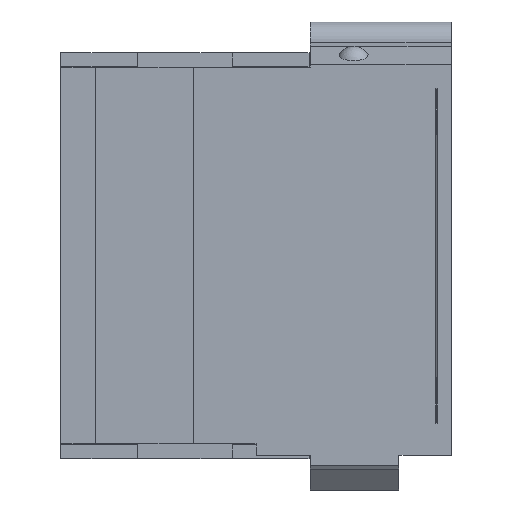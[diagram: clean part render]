
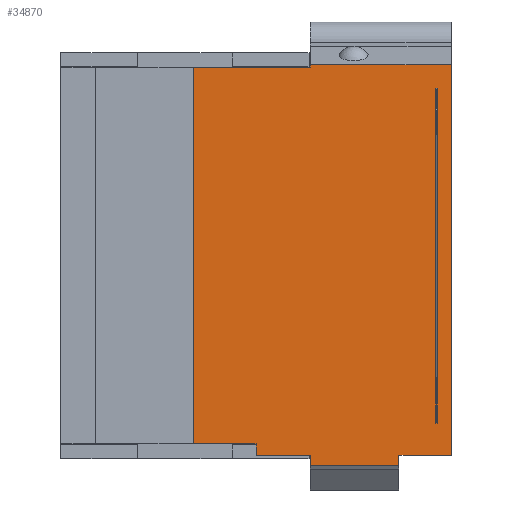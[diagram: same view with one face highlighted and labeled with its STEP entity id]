
A CAD part, front view. The second image highlights one B-rep face of the part: STEP entity #34870.
In plain terms, the highlighted planar face has unit normal (0, -1, 0).
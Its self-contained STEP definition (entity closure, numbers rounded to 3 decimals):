
#3997=DIRECTION('',(1.,0.,0.));
#3998=VECTOR('',#3997,8.4);
#3999=CARTESIAN_POINT('',(-4.5,0.,13.5));
#4000=LINE('',#3999,#3998);
#4021=DIRECTION('',(0.,0.,-1.));
#4022=VECTOR('',#4021,27.);
#4023=CARTESIAN_POINT('',(-4.5,0.,13.5));
#4024=LINE('',#4023,#4022);
#4025=DIRECTION('',(1.,0.,0.));
#4026=VECTOR('',#4025,10.1);
#4027=CARTESIAN_POINT('',(3.9,0.,13.7));
#4028=LINE('',#4027,#4026);
#4029=DIRECTION('',(0.,0.,-1.));
#4030=VECTOR('',#4029,28.);
#4031=CARTESIAN_POINT('',(14.,0.,13.7));
#4032=LINE('',#4031,#4030);
#4033=DIRECTION('',(-1.,0.,0.));
#4034=VECTOR('',#4033,3.75);
#4035=CARTESIAN_POINT('',(14.,0.,-14.3));
#4036=LINE('',#4035,#4034);
#4037=DIRECTION('',(0.,0.,1.));
#4038=VECTOR('',#4037,0.732);
#4039=CARTESIAN_POINT('',(10.25,0.,-15.032));
#4040=LINE('',#4039,#4038);
#4041=DIRECTION('',(-1.,0.,0.));
#4042=VECTOR('',#4041,6.35);
#4043=CARTESIAN_POINT('',(10.25,0.,-15.032));
#4044=LINE('',#4043,#4042);
#4045=DIRECTION('',(0.,0.,1.));
#4046=VECTOR('',#4045,0.732);
#4047=CARTESIAN_POINT('',(3.9,0.,-15.032));
#4048=LINE('',#4047,#4046);
#4049=DIRECTION('',(1.,0.,0.));
#4050=VECTOR('',#4049,3.9);
#4051=CARTESIAN_POINT('',(0.,0.,-14.3));
#4052=LINE('',#4051,#4050);
#4053=DIRECTION('',(-1.,0.,0.));
#4054=VECTOR('',#4053,4.5);
#4055=CARTESIAN_POINT('',(0.,0.,-13.5));
#4056=LINE('',#4055,#4054);
#4057=DIRECTION('',(0.,0.,1.));
#4058=VECTOR('',#4057,24.);
#4059=CARTESIAN_POINT('',(12.9,0.,-12.));
#4060=LINE('',#4059,#4058);
#4061=DIRECTION('',(0.,0.,1.));
#4062=VECTOR('',#4061,24.);
#4063=CARTESIAN_POINT('',(13.,0.,-12.));
#4064=LINE('',#4063,#4062);
#4107=DIRECTION('',(0.,0.,-1.));
#4108=VECTOR('',#4107,0.2);
#4109=CARTESIAN_POINT('',(3.9,0.,13.7));
#4110=LINE('',#4109,#4108);
#4355=DIRECTION('',(0.,0.,1.));
#4356=VECTOR('',#4355,0.8);
#4357=CARTESIAN_POINT('',(0.,0.,-14.3));
#4358=LINE('',#4357,#4356);
#4683=DIRECTION('',(1.,0.,0.));
#4684=VECTOR('',#4683,0.1);
#4685=CARTESIAN_POINT('',(12.9,0.,12.));
#4686=LINE('',#4685,#4684);
#4723=DIRECTION('',(-1.,0.,0.));
#4724=VECTOR('',#4723,0.1);
#4725=CARTESIAN_POINT('',(13.,0.,-12.));
#4726=LINE('',#4725,#4724);
#24598=CARTESIAN_POINT('',(3.9,0.,13.7));
#24599=VERTEX_POINT('',#24598);
#24634=CARTESIAN_POINT('',(14.,0.,13.7));
#24635=VERTEX_POINT('',#24634);
#24640=CARTESIAN_POINT('',(3.9,0.,13.5));
#24641=VERTEX_POINT('',#24640);
#24642=CARTESIAN_POINT('',(0.,0.,-13.5));
#24644=VERTEX_POINT('',#24642);
#24648=CARTESIAN_POINT('',(0.,0.,-14.3));
#24649=CARTESIAN_POINT('',(3.9,0.,-14.3));
#24650=VERTEX_POINT('',#24648);
#24651=VERTEX_POINT('',#24649);
#24652=CARTESIAN_POINT('',(3.9,0.,-15.032));
#24653=VERTEX_POINT('',#24652);
#24654=CARTESIAN_POINT('',(10.25,0.,-15.032));
#24655=CARTESIAN_POINT('',(10.25,0.,-14.3));
#24656=VERTEX_POINT('',#24654);
#24657=VERTEX_POINT('',#24655);
#24658=CARTESIAN_POINT('',(14.,0.,-14.3));
#24659=VERTEX_POINT('',#24658);
#24817=CARTESIAN_POINT('',(13.,0.,-12.));
#24818=CARTESIAN_POINT('',(13.,0.,12.));
#24819=VERTEX_POINT('',#24817);
#24820=VERTEX_POINT('',#24818);
#25145=CARTESIAN_POINT('',(-4.5,0.,-13.5));
#25147=VERTEX_POINT('',#25145);
#25153=CARTESIAN_POINT('',(-4.5,0.,13.5));
#25155=VERTEX_POINT('',#25153);
#28893=CARTESIAN_POINT('',(12.9,0.,-12.));
#28895=VERTEX_POINT('',#28893);
#28905=CARTESIAN_POINT('',(12.9,0.,12.));
#28907=VERTEX_POINT('',#28905);
#34831=CARTESIAN_POINT('',(-14.,0.,-13.5));
#34832=DIRECTION('',(0.,-1.,0.));
#34833=DIRECTION('',(1.,0.,0.));
#34834=AXIS2_PLACEMENT_3D('',#34831,#34832,#34833);
#34835=PLANE('',#34834);
#34836=ORIENTED_EDGE('',*,*,#34824,.F.);
#34837=ORIENTED_EDGE('',*,*,#34780,.T.);
#34839=ORIENTED_EDGE('',*,*,#34838,.F.);
#34841=ORIENTED_EDGE('',*,*,#34840,.T.);
#34843=ORIENTED_EDGE('',*,*,#34842,.T.);
#34845=ORIENTED_EDGE('',*,*,#34844,.T.);
#34847=ORIENTED_EDGE('',*,*,#34846,.F.);
#34849=ORIENTED_EDGE('',*,*,#34848,.T.);
#34851=ORIENTED_EDGE('',*,*,#34850,.T.);
#34853=ORIENTED_EDGE('',*,*,#34852,.F.);
#34855=ORIENTED_EDGE('',*,*,#34854,.T.);
#34857=ORIENTED_EDGE('',*,*,#34856,.T.);
#34858=EDGE_LOOP('',(#34836,#34837,#34839,#34841,#34843,#34845,#34847,#34849,
#34851,#34853,#34855,#34857));
#34859=FACE_OUTER_BOUND('',#34858,.F.);
#34861=ORIENTED_EDGE('',*,*,#34860,.F.);
#34863=ORIENTED_EDGE('',*,*,#34862,.F.);
#34865=ORIENTED_EDGE('',*,*,#34864,.F.);
#34867=ORIENTED_EDGE('',*,*,#34866,.T.);
#34868=EDGE_LOOP('',(#34861,#34863,#34865,#34867));
#34869=FACE_BOUND('',#34868,.F.);
#34870=ADVANCED_FACE('',(#34859,#34869),#34835,.T.);
#34780=EDGE_CURVE('',#25155,#24641,#4000,.T.);
#34824=EDGE_CURVE('',#25155,#25147,#4024,.T.);
#34838=EDGE_CURVE('',#24599,#24641,#4110,.T.);
#34840=EDGE_CURVE('',#24599,#24635,#4028,.T.);
#34842=EDGE_CURVE('',#24635,#24659,#4032,.T.);
#34844=EDGE_CURVE('',#24659,#24657,#4036,.T.);
#34846=EDGE_CURVE('',#24656,#24657,#4040,.T.);
#34848=EDGE_CURVE('',#24656,#24653,#4044,.T.);
#34850=EDGE_CURVE('',#24653,#24651,#4048,.T.);
#34852=EDGE_CURVE('',#24650,#24651,#4052,.T.);
#34854=EDGE_CURVE('',#24650,#24644,#4358,.T.);
#34856=EDGE_CURVE('',#24644,#25147,#4056,.T.);
#34860=EDGE_CURVE('',#28907,#24820,#4686,.T.);
#34862=EDGE_CURVE('',#28895,#28907,#4060,.T.);
#34864=EDGE_CURVE('',#24819,#28895,#4726,.T.);
#34866=EDGE_CURVE('',#24819,#24820,#4064,.T.);
